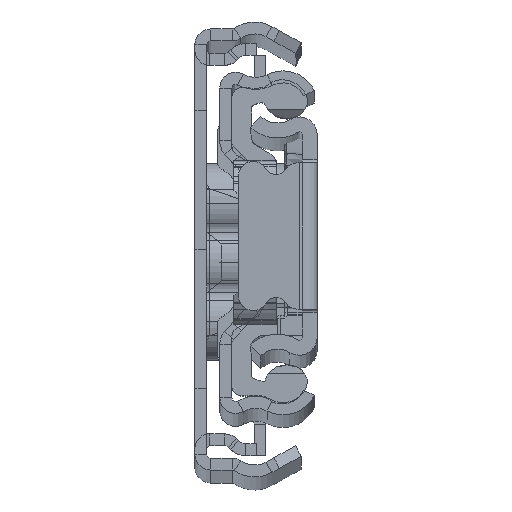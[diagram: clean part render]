
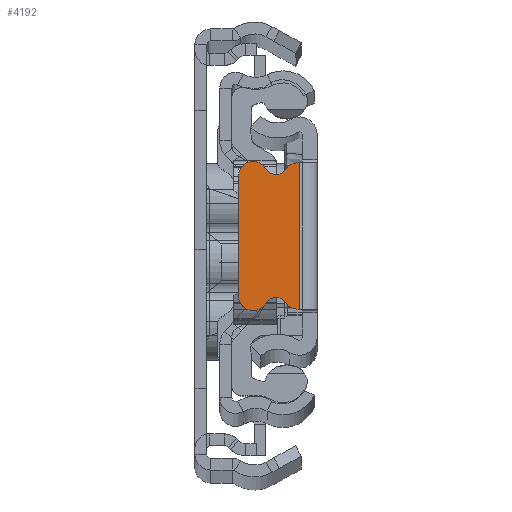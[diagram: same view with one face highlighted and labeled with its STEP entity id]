
A CAD part, top view. The second image highlights one B-rep face of the part: STEP entity #4192.
In plain terms, the highlighted planar face has unit normal (0, 0, 1).
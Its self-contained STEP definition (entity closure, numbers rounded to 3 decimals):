
#506 = CARTESIAN_POINT ( 'NONE',  ( -1.929, 7.37, 0. ) ) ;
#516 = CARTESIAN_POINT ( 'NONE',  ( -3.206, -6.658, 0. ) ) ;
#679 = ORIENTED_EDGE ( 'NONE', *, *, #14857, .F. ) ;
#1305 = VERTEX_POINT ( 'NONE', #506 ) ;
#1322 = VERTEX_POINT ( 'NONE', #8608 ) ;
#1896 = AXIS2_PLACEMENT_3D ( 'NONE', #7383, #15471, #23578 ) ;
#1978 = CARTESIAN_POINT ( 'NONE',  ( -7.929, -6., 0. ) ) ;
#2007 = VERTEX_POINT ( 'NONE', #22470 ) ;
#2292 = EDGE_CURVE ( 'NONE', #1322, #17830, #4237, .T. ) ;
#2544 = CARTESIAN_POINT ( 'NONE',  ( -7.929, -6., 0. ) ) ;
#2670 = AXIS2_PLACEMENT_3D ( 'NONE', #17448, #13328, #4970 ) ;
#3434 = VERTEX_POINT ( 'NONE', #516 ) ;
#4156 = CARTESIAN_POINT ( 'NONE',  ( -1.75, -7.37, 0. ) ) ;
#4192 = ADVANCED_FACE ( 'NONE', ( #4338 ), #6329, .T. ) ;
#4237 = CIRCLE ( 'NONE', #6355, 1.5 ) ;
#4338 = FACE_OUTER_BOUND ( 'NONE', #16831, .T. ) ;
#4363 = AXIS2_PLACEMENT_3D ( 'NONE', #24822, #6629, #7288 ) ;
#4970 = DIRECTION ( 'NONE',  ( 1., 0., 0. ) ) ;
#5000 = VERTEX_POINT ( 'NONE', #1978 ) ;
#5578 = DIRECTION ( 'NONE',  ( -1., 0., 0. ) ) ;
#6329 = PLANE ( 'NONE',  #11990 ) ;
#6355 = AXIS2_PLACEMENT_3D ( 'NONE', #9425, #11293, #11679 ) ;
#6629 = DIRECTION ( 'NONE',  ( 0., 0., -1. ) ) ;
#7132 = ORIENTED_EDGE ( 'NONE', *, *, #22203, .T. ) ;
#7288 = DIRECTION ( 'NONE',  ( 1., 0., 0. ) ) ;
#7383 = CARTESIAN_POINT ( 'NONE',  ( -1.929, -5.87, 0. ) ) ;
#8164 = ORIENTED_EDGE ( 'NONE', *, *, #9910, .T. ) ;
#8444 = ORIENTED_EDGE ( 'NONE', *, *, #21875, .T. ) ;
#8570 = CARTESIAN_POINT ( 'NONE',  ( -7.929, 6., 0. ) ) ;
#8608 = CARTESIAN_POINT ( 'NONE',  ( -5.109, 6.713, 0. ) ) ;
#8887 = LINE ( 'NONE', #11013, #24583 ) ;
#9264 = EDGE_CURVE ( 'NONE', #3434, #25059, #20149, .T. ) ;
#9425 = CARTESIAN_POINT ( 'NONE',  ( -6.429, 6., 0. ) ) ;
#9554 = DIRECTION ( 'NONE',  ( 0., -1., 0. ) ) ;
#9772 = EDGE_CURVE ( 'NONE', #1305, #10687, #14645, .T. ) ;
#9910 = EDGE_CURVE ( 'NONE', #2007, #3434, #24839, .T. ) ;
#10052 = ORIENTED_EDGE ( 'NONE', *, *, #2292, .T. ) ;
#10624 = VECTOR ( 'NONE', #9554, 1000. ) ;
#10687 = VERTEX_POINT ( 'NONE', #11716 ) ;
#10939 = ORIENTED_EDGE ( 'NONE', *, *, #21621, .T. ) ;
#11013 = CARTESIAN_POINT ( 'NONE',  ( -1.929, -7.37, 0. ) ) ;
#11293 = DIRECTION ( 'NONE',  ( 0., 0., 1. ) ) ;
#11530 = LINE ( 'NONE', #19650, #10624 ) ;
#11679 = DIRECTION ( 'NONE',  ( -1., 0., 0. ) ) ;
#11716 = CARTESIAN_POINT ( 'NONE',  ( -3.206, 6.658, 0. ) ) ;
#11990 = AXIS2_PLACEMENT_3D ( 'NONE', #14423, #14300, #18556 ) ;
#13328 = DIRECTION ( 'NONE',  ( 0., 0., 1. ) ) ;
#13840 = DIRECTION ( 'NONE',  ( 0., 0., 1. ) ) ;
#14228 = AXIS2_PLACEMENT_3D ( 'NONE', #24586, #13840, #14743 ) ;
#14300 = DIRECTION ( 'NONE',  ( 0., 0., 1. ) ) ;
#14423 = CARTESIAN_POINT ( 'NONE',  ( 744.071, 0., 0. ) ) ;
#14645 = CIRCLE ( 'NONE', #14228, 1.5 ) ;
#14743 = DIRECTION ( 'NONE',  ( -1., 0., 0. ) ) ;
#14857 = EDGE_CURVE ( 'NONE', #22132, #25059, #8887, .T. ) ;
#15390 = VECTOR ( 'NONE', #24984, 1000. ) ;
#15471 = DIRECTION ( 'NONE',  ( 0., 0., 1. ) ) ;
#15562 = ORIENTED_EDGE ( 'NONE', *, *, #25415, .F. ) ;
#15664 = DIRECTION ( 'NONE',  ( 0., 0., -1. ) ) ;
#16078 = CARTESIAN_POINT ( 'NONE',  ( -1.929, -7.37, 0. ) ) ;
#16805 = EDGE_CURVE ( 'NONE', #1305, #24057, #21025, .T. ) ;
#16831 = EDGE_LOOP ( 'NONE', ( #15562, #24703, #21028, #10939, #10052, #7132, #8444, #8164, #17266, #679 ) ) ;
#17266 = ORIENTED_EDGE ( 'NONE', *, *, #9264, .T. ) ;
#17448 = CARTESIAN_POINT ( 'NONE',  ( -6.429, -6., 0. ) ) ;
#17830 = VERTEX_POINT ( 'NONE', #8570 ) ;
#18556 = DIRECTION ( 'NONE',  ( 1., 0., 0. ) ) ;
#18726 = CARTESIAN_POINT ( 'NONE',  ( -1.75, 7.37, 0. ) ) ;
#19405 = CARTESIAN_POINT ( 'NONE',  ( -4.142, -7.236, 0. ) ) ;
#19650 = CARTESIAN_POINT ( 'NONE',  ( -1.75, 0., 0. ) ) ;
#20149 = CIRCLE ( 'NONE', #1896, 1.5 ) ;
#20503 = CARTESIAN_POINT ( 'NONE',  ( -1.929, 7.37, 0. ) ) ;
#20914 = CIRCLE ( 'NONE', #2670, 1.5 ) ;
#21025 = LINE ( 'NONE', #20503, #25103 ) ;
#21028 = ORIENTED_EDGE ( 'NONE', *, *, #9772, .T. ) ;
#21118 = DIRECTION ( 'NONE',  ( -1., 0., 0. ) ) ;
#21621 = EDGE_CURVE ( 'NONE', #10687, #1322, #25560, .T. ) ;
#21869 = AXIS2_PLACEMENT_3D ( 'NONE', #19405, #15664, #5578 ) ;
#21875 = EDGE_CURVE ( 'NONE', #5000, #2007, #20914, .T. ) ;
#22132 = VERTEX_POINT ( 'NONE', #4156 ) ;
#22203 = EDGE_CURVE ( 'NONE', #17830, #5000, #22735, .T. ) ;
#22470 = CARTESIAN_POINT ( 'NONE',  ( -5.109, -6.713, 0. ) ) ;
#22492 = DIRECTION ( 'NONE',  ( 1., 0., 0. ) ) ;
#22735 = LINE ( 'NONE', #2544, #15390 ) ;
#23578 = DIRECTION ( 'NONE',  ( 1., 0., 0. ) ) ;
#24057 = VERTEX_POINT ( 'NONE', #18726 ) ;
#24583 = VECTOR ( 'NONE', #21118, 1000. ) ;
#24586 = CARTESIAN_POINT ( 'NONE',  ( -1.929, 5.87, 0. ) ) ;
#24703 = ORIENTED_EDGE ( 'NONE', *, *, #16805, .F. ) ;
#24822 = CARTESIAN_POINT ( 'NONE',  ( -4.142, 7.236, 0. ) ) ;
#24839 = CIRCLE ( 'NONE', #21869, 1.1 ) ;
#24984 = DIRECTION ( 'NONE',  ( 0., -1., 0. ) ) ;
#25059 = VERTEX_POINT ( 'NONE', #16078 ) ;
#25103 = VECTOR ( 'NONE', #22492, 1000. ) ;
#25415 = EDGE_CURVE ( 'NONE', #24057, #22132, #11530, .T. ) ;
#25560 = CIRCLE ( 'NONE', #4363, 1.1 ) ;
